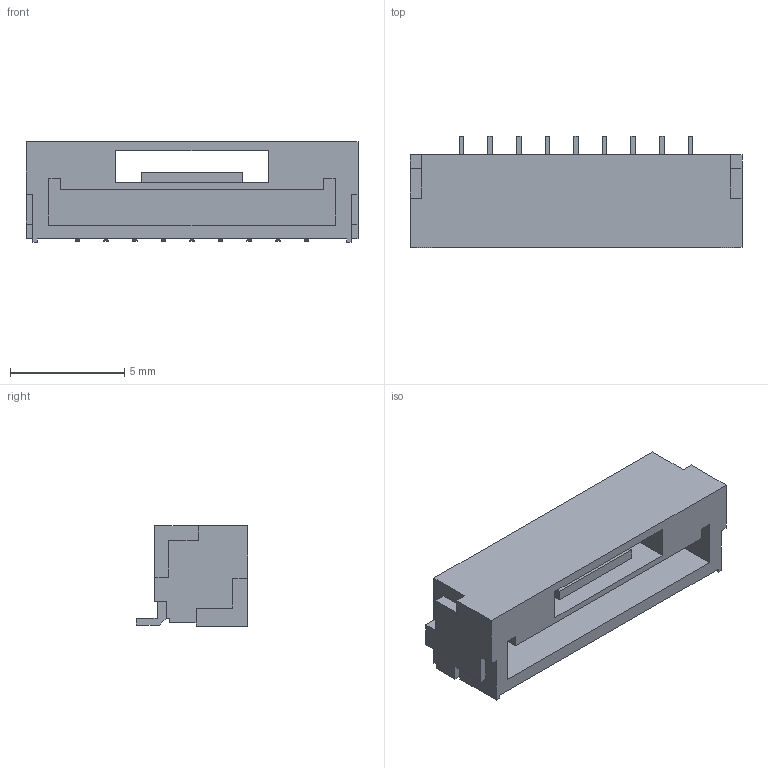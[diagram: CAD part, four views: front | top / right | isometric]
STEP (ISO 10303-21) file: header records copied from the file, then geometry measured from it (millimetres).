
FILE_DESCRIPTION(('FreeCAD Model'),'2;1');
FILE_NAME('JST_GH_SM09B-GHS-TB_09x1.25mm_Angled.STEP','2016-03-29T10:32:55',( 'Author'),(''),'Open CASCADE STEP processor 6.8','FreeCAD','Unknown' );
FILE_SCHEMA(('AUTOMOTIVE_DESIGN_CC2 { 1 2 10303 214 -1 1 5 4 }'));
Length unit declared in the file: millimetre
Products named in the file (1): SM09B-GHS
Bounding box: 14.5 x 4.85 x 4.4 mm (x, y, z)
Volume: 152.6 mm3; surface area: 420.9 mm2
Topology: 1 solids, 1 shells, 126 faces, 346 edges, 224 vertices
Faces by surface type: plane 126
Entity records: 9287 total; most frequent: CARTESIAN_POINT 1389, DIRECTION 1292, LINE 1038, VECTOR 1038, ORIENTED_EDGE 692, PCURVE 692, DEFINITIONAL_REPRESENTATION 692, EDGE_CURVE 346
